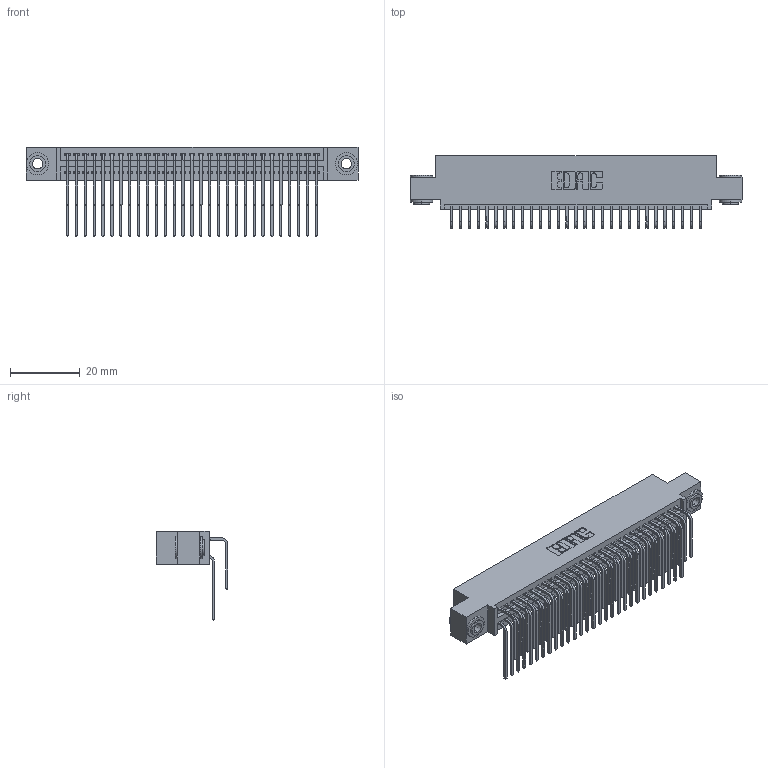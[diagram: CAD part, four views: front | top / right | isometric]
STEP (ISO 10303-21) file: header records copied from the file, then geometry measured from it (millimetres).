
FILE_DESCRIPTION (( 'STEP AP203' ), '1' );
FILE_NAME ('345-058-559-503.STEP', '2019-10-30T06:29:48', ( '' ), ( '' ), 'SwSTEP 2.0', 'SolidWorks 2016', '' );
FILE_SCHEMA (( 'CONFIG_CONTROL_DESIGN' ));
Length unit declared in the file: inch
Products named in the file (5): 345 Part_0.110 Offset - 0.156 Dia-TH; 345-250-002_345-250-002-102; 345-058-559-503; 345-292-001_559 Tail - 2; 345-292-001_558 559 Tail - 1
Assembly tree (61 placements, depth 2):
  345-058-559-503
    345 Part_0.110 Offset - 0.156 Dia-TH
    345-292-001_558 559 Tail - 1  x29
    345-292-001_559 Tail - 2  x29
    345-250-002_345-250-002-102  x2
Bounding box: 94.87 x 20.56 x 25.53 mm (x, y, z)
Volume: 9375.6 mm3; surface area: 15478 mm2
Topology: 61 solids, 61 shells, 3184 faces, 9419 edges, 6198 vertices
Faces by surface type: plane 2124, cylinder 1052, cone 8
Entity records: 26938 total; most frequent: CARTESIAN_POINT 4550, ORIENTED_EDGE 4426, DIRECTION 4031, EDGE_CURVE 2213, LINE 1901, VECTOR 1901, VERTEX_POINT 1470, AXIS2_PLACEMENT_3D 1065
